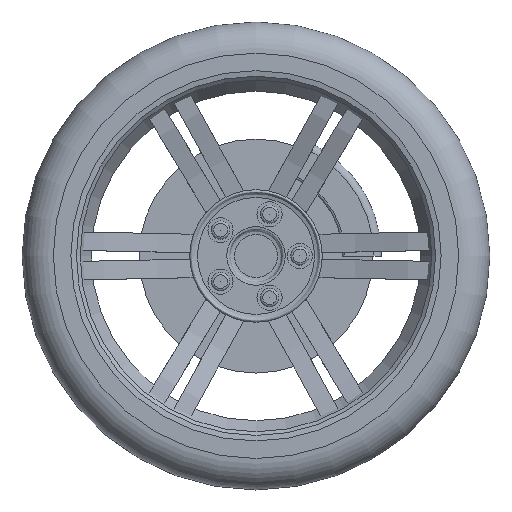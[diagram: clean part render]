
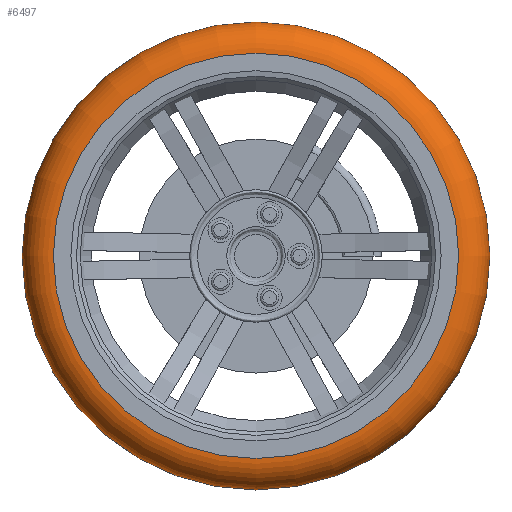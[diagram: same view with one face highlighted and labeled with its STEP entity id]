
A CAD part, top view. The second image highlights one B-rep face of the part: STEP entity #6497.
In plain terms, the highlighted toroidal (fillet/blend) face has major radius 264.16 mm and minor radius 40.64 mm.
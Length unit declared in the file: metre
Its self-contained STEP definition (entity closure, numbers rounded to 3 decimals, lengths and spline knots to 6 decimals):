
#24 = CARTESIAN_POINT('NONE', (0.3048, 0., 0.099314));
#25 = VERTEX_POINT('NONE', #24);
#26 = CARTESIAN_POINT('NONE', (0.26416, 0., 0.139954));
#27 = VERTEX_POINT('NONE', #26);
#877 = DIRECTION('NONE', (1, 0, -0));
#878 = DIRECTION('NONE', (0, 0, 1));
#879 = CARTESIAN_POINT('NONE', (0, 0, 0.099314));
#880 = AXIS2_PLACEMENT_3D('NONE', #879, #878, #877);
#881 = CIRCLE('NONE', #880, 0.3048);
#887 = DIRECTION('NONE', (1, 0, -0));
#888 = DIRECTION('NONE', (0, 0, 1));
#889 = CARTESIAN_POINT('NONE', (0, 0, 0.139954));
#890 = AXIS2_PLACEMENT_3D('NONE', #889, #888, #887);
#891 = CIRCLE('NONE', #890, 0.26416);
#4071 = EDGE_CURVE('NONE', #25, #25, #881, .T.);
#4073 = EDGE_CURVE('NONE', #27, #27, #891, .T.);
#4729 = CARTESIAN_POINT('NONE', (0, 0, 0.099314));
#4730 = DIRECTION('NONE', (-0, 0, -1));
#4731 = DIRECTION('NONE', (1, 0, -0));
#4732 = AXIS2_PLACEMENT_3D('NONE', #4729, #4730, #4731);
#4733 = TOROIDAL_SURFACE('NONE', #4732, 0.26416, 0.04064);
#6491 = ORIENTED_EDGE('NONE', *, *, #4071, .T.);
#6492 = ORIENTED_EDGE('NONE', *, *, #4073, .F.);
#6493 = EDGE_LOOP('NONE', (#6491));
#6494 = FACE_BOUND('NONE', #6493, .T.);
#6495 = EDGE_LOOP('NONE', (#6492));
#6496 = FACE_BOUND('NONE', #6495, .T.);
#6497 = ADVANCED_FACE('NONE', (#6494, #6496), #4733, .T.);
